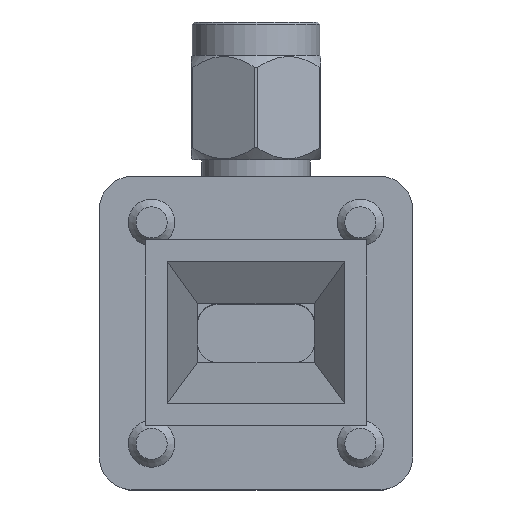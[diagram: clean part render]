
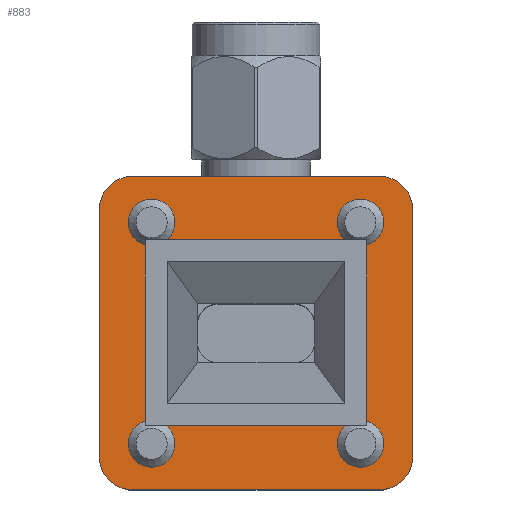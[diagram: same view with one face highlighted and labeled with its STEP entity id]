
A CAD part, top view. The second image highlights one B-rep face of the part: STEP entity #883.
In plain terms, the highlighted planar face has unit normal (0, 0, 1).
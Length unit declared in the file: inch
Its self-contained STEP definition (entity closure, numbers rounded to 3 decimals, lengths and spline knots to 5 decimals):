
#25 = EDGE_CURVE ( 'NONE', #1019, #4447, #2515, .T. ) ;
#53 = ORIENTED_EDGE ( 'NONE', *, *, #5386, .T. ) ;
#116 = CARTESIAN_POINT ( 'NONE',  ( -0.29626, -0.29626, 1.67546 ) ) ;
#278 = CARTESIAN_POINT ( 'NONE',  ( 0.29626, -0.375, 1.67546 ) ) ;
#290 = FACE_BOUND ( 'NONE', #427, .T. ) ;
#293 = CARTESIAN_POINT ( 'NONE',  ( -0.26496, -0.25, 1.67546 ) ) ;
#316 = EDGE_CURVE ( 'NONE', #918, #918, #789, .T. ) ;
#355 = EDGE_CURVE ( 'NONE', #1358, #5440, #1658, .T. ) ;
#380 = CARTESIAN_POINT ( 'NONE',  ( -0.26496, 0.25, 1.67546 ) ) ;
#391 = VERTEX_POINT ( 'NONE', #2978 ) ;
#393 = CARTESIAN_POINT ( 'NONE',  ( -0.30946, 0.25, 1.67546 ) ) ;
#427 = EDGE_LOOP ( 'NONE', ( #5956 ) ) ;
#469 = CARTESIAN_POINT ( 'NONE',  ( -0.29626, -0.375, 1.67546 ) ) ;
#490 = VERTEX_POINT ( 'NONE', #3131 ) ;
#492 = DIRECTION ( 'NONE',  ( -1., 0., 0. ) ) ;
#518 = CARTESIAN_POINT ( 'NONE',  ( -0.29626, 0.29626, 1.67546 ) ) ;
#631 = EDGE_CURVE ( 'NONE', #5451, #5451, #5224, .T. ) ;
#672 = AXIS2_PLACEMENT_3D ( 'NONE', #5763, #1135, #5212 ) ;
#736 = VERTEX_POINT ( 'NONE', #5732 ) ;
#746 = CARTESIAN_POINT ( 'NONE',  ( 0.29626, -0.375, 1.67546 ) ) ;
#766 = FACE_BOUND ( 'NONE', #2155, .T. ) ;
#789 = CIRCLE ( 'NONE', #4661, 0.0445 ) ;
#797 = FACE_BOUND ( 'NONE', #2809, .T. ) ;
#883 = ADVANCED_FACE ( 'NONE', ( #290, #766, #1254, #797, #1221, #4988 ), #4467, .F. ) ;
#893 = DIRECTION ( 'NONE',  ( -1., 0., 0. ) ) ;
#918 = VERTEX_POINT ( 'NONE', #5972 ) ;
#938 = AXIS2_PLACEMENT_3D ( 'NONE', #380, #1708, #4887 ) ;
#941 = CARTESIAN_POINT ( 'NONE',  ( 0.29626, 0.29626, 1.67546 ) ) ;
#945 = ORIENTED_EDGE ( 'NONE', *, *, #5809, .F. ) ;
#1007 = DIRECTION ( 'NONE',  ( 0., 1., 0. ) ) ;
#1019 = VERTEX_POINT ( 'NONE', #469 ) ;
#1110 = ORIENTED_EDGE ( 'NONE', *, *, #3665, .T. ) ;
#1135 = DIRECTION ( 'NONE',  ( 0., 0., 1. ) ) ;
#1160 = VECTOR ( 'NONE', #1007, 39.37008 ) ;
#1200 = EDGE_CURVE ( 'NONE', #4962, #490, #5992, .T. ) ;
#1221 = FACE_OUTER_BOUND ( 'NONE', #5964, .T. ) ;
#1222 = CARTESIAN_POINT ( 'NONE',  ( -0.12906, -0.19906, 1.67546 ) ) ;
#1253 = VERTEX_POINT ( 'NONE', #4711 ) ;
#1254 = FACE_BOUND ( 'NONE', #4579, .T. ) ;
#1281 = ORIENTED_EDGE ( 'NONE', *, *, #1927, .F. ) ;
#1300 = ORIENTED_EDGE ( 'NONE', *, *, #1200, .T. ) ;
#1317 = EDGE_CURVE ( 'NONE', #1253, #1719, #3156, .T. ) ;
#1320 = DIRECTION ( 'NONE',  ( -1., 0., 0. ) ) ;
#1358 = VERTEX_POINT ( 'NONE', #3606 ) ;
#1374 = VECTOR ( 'NONE', #3460, 39.37008 ) ;
#1604 = VECTOR ( 'NONE', #5041, 39.37008 ) ;
#1658 = LINE ( 'NONE', #2121, #1374 ) ;
#1690 = ORIENTED_EDGE ( 'NONE', *, *, #25, .T. ) ;
#1708 = DIRECTION ( 'NONE',  ( 0., 0., -1. ) ) ;
#1719 = VERTEX_POINT ( 'NONE', #4403 ) ;
#1888 = CARTESIAN_POINT ( 'NONE',  ( -0.12906, -0.29626, 1.67546 ) ) ;
#1915 = DIRECTION ( 'NONE',  ( -1., 0., 0. ) ) ;
#1927 = EDGE_CURVE ( 'NONE', #1719, #5337, #2777, .T. ) ;
#1957 = LINE ( 'NONE', #5171, #1160 ) ;
#1999 = CARTESIAN_POINT ( 'NONE',  ( -0.375, 0.29626, 1.67546 ) ) ;
#2121 = CARTESIAN_POINT ( 'NONE',  ( 0.375, 0.29626, 1.67546 ) ) ;
#2133 = AXIS2_PLACEMENT_3D ( 'NONE', #116, #2883, #3851 ) ;
#2147 = DIRECTION ( 'NONE',  ( 0., 0., -1. ) ) ;
#2155 = EDGE_LOOP ( 'NONE', ( #2736 ) ) ;
#2213 = ORIENTED_EDGE ( 'NONE', *, *, #1317, .F. ) ;
#2240 = CARTESIAN_POINT ( 'NONE',  ( -0.375, 0.29626, 1.67546 ) ) ;
#2303 = VECTOR ( 'NONE', #1320, 39.37008 ) ;
#2310 = DIRECTION ( 'NONE',  ( 1., 0., 0. ) ) ;
#2366 = AXIS2_PLACEMENT_3D ( 'NONE', #941, #4639, #492 ) ;
#2375 = DIRECTION ( 'NONE',  ( 0., 0., 1. ) ) ;
#2406 = CIRCLE ( 'NONE', #4908, 0.0445 ) ;
#2482 = DIRECTION ( 'NONE',  ( 0., -1., 0. ) ) ;
#2515 = LINE ( 'NONE', #746, #3960 ) ;
#2522 = CIRCLE ( 'NONE', #672, 0.07874 ) ;
#2579 = VECTOR ( 'NONE', #3802, 39.37008 ) ;
#2682 = EDGE_CURVE ( 'NONE', #3330, #3330, #2993, .T. ) ;
#2722 = DIRECTION ( 'NONE',  ( 0., 0., -1. ) ) ;
#2736 = ORIENTED_EDGE ( 'NONE', *, *, #631, .T. ) ;
#2777 = LINE ( 'NONE', #1888, #2579 ) ;
#2809 = EDGE_LOOP ( 'NONE', ( #1110 ) ) ;
#2883 = DIRECTION ( 'NONE',  ( 0., 0., 1. ) ) ;
#2978 = CARTESIAN_POINT ( 'NONE',  ( 0.12906, -0.19906, 1.67546 ) ) ;
#2979 = DIRECTION ( 'NONE',  ( 1., 0., 0. ) ) ;
#2993 = CIRCLE ( 'NONE', #938, 0.0445 ) ;
#3124 = CARTESIAN_POINT ( 'NONE',  ( 0.29626, -0.29626, 1.67546 ) ) ;
#3131 = CARTESIAN_POINT ( 'NONE',  ( -0.29626, 0.375, 1.67546 ) ) ;
#3156 = LINE ( 'NONE', #5489, #2303 ) ;
#3249 = AXIS2_PLACEMENT_3D ( 'NONE', #518, #2375, #1915 ) ;
#3255 = CARTESIAN_POINT ( 'NONE',  ( 0.29626, -0.19906, 1.67546 ) ) ;
#3264 = ORIENTED_EDGE ( 'NONE', *, *, #3387, .F. ) ;
#3308 = CIRCLE ( 'NONE', #2133, 0.07874 ) ;
#3314 = LINE ( 'NONE', #3255, #3799 ) ;
#3330 = VERTEX_POINT ( 'NONE', #393 ) ;
#3387 = EDGE_CURVE ( 'NONE', #5337, #391, #3314, .T. ) ;
#3460 = DIRECTION ( 'NONE',  ( 0., 1., 0. ) ) ;
#3606 = CARTESIAN_POINT ( 'NONE',  ( 0.375, -0.29626, 1.67546 ) ) ;
#3632 = CARTESIAN_POINT ( 'NONE',  ( 0.22046, 0.25, 1.67546 ) ) ;
#3633 = VERTEX_POINT ( 'NONE', #2240 ) ;
#3665 = EDGE_CURVE ( 'NONE', #5029, #5029, #2406, .T. ) ;
#3704 = DIRECTION ( 'NONE',  ( 0., 0., -1. ) ) ;
#3731 = DIRECTION ( 'NONE',  ( -1., 0., 0. ) ) ;
#3791 = CARTESIAN_POINT ( 'NONE',  ( 0.375, 0.29626, 1.67546 ) ) ;
#3799 = VECTOR ( 'NONE', #2310, 39.37008 ) ;
#3802 = DIRECTION ( 'NONE',  ( 0., -1., 0. ) ) ;
#3851 = DIRECTION ( 'NONE',  ( -1., 0., 0. ) ) ;
#3883 = DIRECTION ( 'NONE',  ( -1., 0., 0. ) ) ;
#3960 = VECTOR ( 'NONE', #2979, 39.37008 ) ;
#4059 = EDGE_CURVE ( 'NONE', #5440, #4962, #4978, .T. ) ;
#4072 = EDGE_CURVE ( 'NONE', #490, #3633, #4098, .T. ) ;
#4098 = CIRCLE ( 'NONE', #3249, 0.07874 ) ;
#4123 = ORIENTED_EDGE ( 'NONE', *, *, #5432, .T. ) ;
#4149 = ORIENTED_EDGE ( 'NONE', *, *, #355, .T. ) ;
#4292 = CARTESIAN_POINT ( 'NONE',  ( 0.26496, -0.25, 1.67546 ) ) ;
#4399 = ORIENTED_EDGE ( 'NONE', *, *, #4059, .T. ) ;
#4403 = CARTESIAN_POINT ( 'NONE',  ( -0.12906, 0.19906, 1.67546 ) ) ;
#4445 = AXIS2_PLACEMENT_3D ( 'NONE', #5173, #3704, #3731 ) ;
#4447 = VERTEX_POINT ( 'NONE', #278 ) ;
#4467 = PLANE ( 'NONE',  #4632 ) ;
#4549 = VECTOR ( 'NONE', #2482, 39.37008 ) ;
#4558 = DIRECTION ( 'NONE',  ( -1., 0., 0. ) ) ;
#4569 = CARTESIAN_POINT ( 'NONE',  ( -0.30946, -0.25, 1.67546 ) ) ;
#4579 = EDGE_LOOP ( 'NONE', ( #4829 ) ) ;
#4632 = AXIS2_PLACEMENT_3D ( 'NONE', #3124, #2722, #4558 ) ;
#4639 = DIRECTION ( 'NONE',  ( 0., 0., 1. ) ) ;
#4661 = AXIS2_PLACEMENT_3D ( 'NONE', #4292, #5242, #3883 ) ;
#4711 = CARTESIAN_POINT ( 'NONE',  ( 0.12906, 0.19906, 1.67546 ) ) ;
#4743 = LINE ( 'NONE', #1999, #4549 ) ;
#4829 = ORIENTED_EDGE ( 'NONE', *, *, #316, .T. ) ;
#4887 = DIRECTION ( 'NONE',  ( -1., 0., 0. ) ) ;
#4908 = AXIS2_PLACEMENT_3D ( 'NONE', #293, #2147, #893 ) ;
#4962 = VERTEX_POINT ( 'NONE', #5959 ) ;
#4978 = CIRCLE ( 'NONE', #2366, 0.07874 ) ;
#4988 = FACE_BOUND ( 'NONE', #5531, .T. ) ;
#5029 = VERTEX_POINT ( 'NONE', #4569 ) ;
#5041 = DIRECTION ( 'NONE',  ( -1., 0., 0. ) ) ;
#5060 = ORIENTED_EDGE ( 'NONE', *, *, #4072, .T. ) ;
#5171 = CARTESIAN_POINT ( 'NONE',  ( 0.12906, -0.29626, 1.67546 ) ) ;
#5173 = CARTESIAN_POINT ( 'NONE',  ( 0.26496, 0.25, 1.67546 ) ) ;
#5212 = DIRECTION ( 'NONE',  ( -1., 0., 0. ) ) ;
#5224 = CIRCLE ( 'NONE', #4445, 0.0445 ) ;
#5242 = DIRECTION ( 'NONE',  ( 0., 0., -1. ) ) ;
#5337 = VERTEX_POINT ( 'NONE', #1222 ) ;
#5386 = EDGE_CURVE ( 'NONE', #3633, #736, #4743, .T. ) ;
#5406 = EDGE_CURVE ( 'NONE', #736, #1019, #3308, .T. ) ;
#5432 = EDGE_CURVE ( 'NONE', #4447, #1358, #2522, .T. ) ;
#5440 = VERTEX_POINT ( 'NONE', #3791 ) ;
#5451 = VERTEX_POINT ( 'NONE', #3632 ) ;
#5489 = CARTESIAN_POINT ( 'NONE',  ( 0.29626, 0.19906, 1.67546 ) ) ;
#5531 = EDGE_LOOP ( 'NONE', ( #3264, #1281, #2213, #945 ) ) ;
#5732 = CARTESIAN_POINT ( 'NONE',  ( -0.375, -0.29626, 1.67546 ) ) ;
#5749 = ORIENTED_EDGE ( 'NONE', *, *, #5406, .T. ) ;
#5763 = CARTESIAN_POINT ( 'NONE',  ( 0.29626, -0.29626, 1.67546 ) ) ;
#5809 = EDGE_CURVE ( 'NONE', #391, #1253, #1957, .T. ) ;
#5956 = ORIENTED_EDGE ( 'NONE', *, *, #2682, .T. ) ;
#5959 = CARTESIAN_POINT ( 'NONE',  ( 0.29626, 0.375, 1.67546 ) ) ;
#5961 = CARTESIAN_POINT ( 'NONE',  ( 0.29626, 0.375, 1.67546 ) ) ;
#5964 = EDGE_LOOP ( 'NONE', ( #1690, #4123, #4149, #4399, #1300, #5060, #53, #5749 ) ) ;
#5972 = CARTESIAN_POINT ( 'NONE',  ( 0.22046, -0.25, 1.67546 ) ) ;
#5992 = LINE ( 'NONE', #5961, #1604 ) ;
